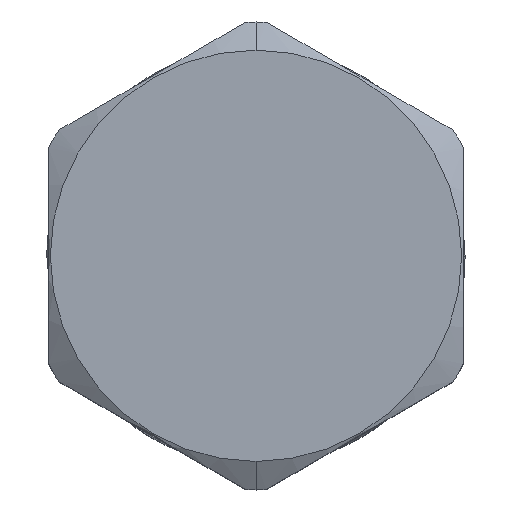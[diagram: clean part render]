
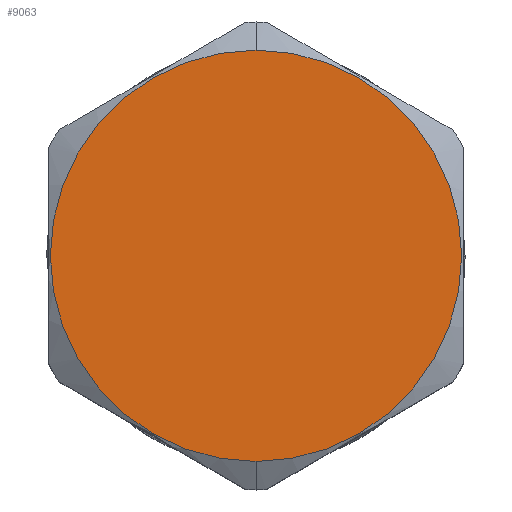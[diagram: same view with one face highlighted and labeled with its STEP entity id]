
A CAD part, top view. The second image highlights one B-rep face of the part: STEP entity #9063.
In plain terms, the highlighted planar face has unit normal (0, 0, 1).
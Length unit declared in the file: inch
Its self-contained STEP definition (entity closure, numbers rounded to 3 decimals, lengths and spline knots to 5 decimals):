
#3383=CARTESIAN_POINT('',(0.,0.,3.369));
#3384=DIRECTION('',(0.,0.,1.));
#3385=DIRECTION('',(0.,-1.,0.));
#3386=AXIS2_PLACEMENT_3D('',#3383,#3384,#3385);
#3388=CARTESIAN_POINT('',(0.,0.,3.369));
#3389=DIRECTION('',(0.,0.,1.));
#3390=DIRECTION('',(0.,1.,0.));
#3391=AXIS2_PLACEMENT_3D('',#3388,#3389,#3390);
#3563=CARTESIAN_POINT('',(0.,-0.5575,3.369));
#3564=CARTESIAN_POINT('',(0.,0.5575,3.369));
#3565=VERTEX_POINT('',#3563);
#3566=VERTEX_POINT('',#3564);
#9054=CARTESIAN_POINT('',(0.,0.,3.369));
#9055=DIRECTION('',(0.,0.,1.));
#9056=DIRECTION('',(0.,1.,0.));
#9057=AXIS2_PLACEMENT_3D('',#9054,#9055,#9056);
#9058=PLANE('',#9057);
#9059=ORIENTED_EDGE('',*,*,#8810,.F.);
#9060=ORIENTED_EDGE('',*,*,#9038,.F.);
#9061=EDGE_LOOP('',(#9059,#9060));
#9062=FACE_OUTER_BOUND('',#9061,.F.);
#3387=CIRCLE('',#3386,0.5575);
#3392=CIRCLE('',#3391,0.5575);
#8810=EDGE_CURVE('',#3565,#3566,#3387,.T.);
#9038=EDGE_CURVE('',#3566,#3565,#3392,.T.);
#9063=ADVANCED_FACE('',(#9062),#9058,.T.);
